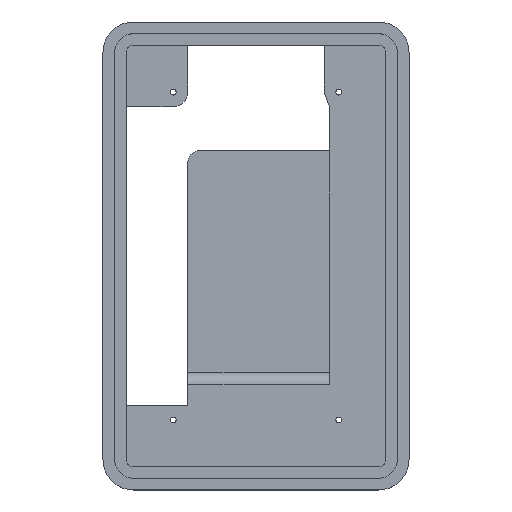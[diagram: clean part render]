
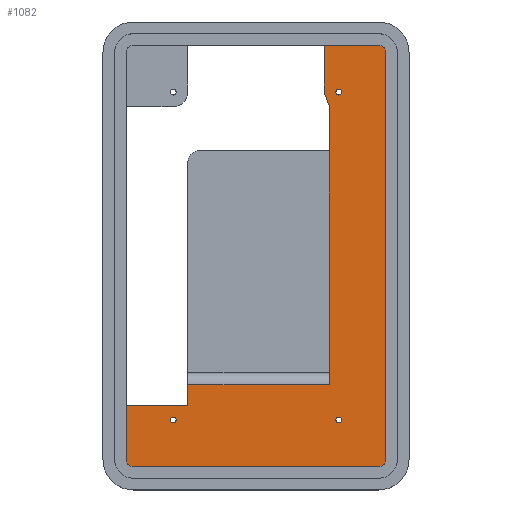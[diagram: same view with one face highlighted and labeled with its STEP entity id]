
A CAD part, top view. The second image highlights one B-rep face of the part: STEP entity #1082.
In plain terms, the highlighted planar face has unit normal (0, 0, 1).
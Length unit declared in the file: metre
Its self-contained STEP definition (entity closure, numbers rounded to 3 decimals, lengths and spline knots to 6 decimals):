
#51=CIRCLE('',#1137,0.00125);
#53=CIRCLE('',#1140,0.00125);
#57=CIRCLE('',#1146,0.00125);
#72=CIRCLE('',#1179,0.003);
#76=CIRCLE('',#1187,0.003);
#78=CIRCLE('',#1191,0.003);
#271=ORIENTED_EDGE('',*,*,#433,.T.);
#272=ORIENTED_EDGE('',*,*,#427,.T.);
#273=ORIENTED_EDGE('',*,*,#429,.T.);
#274=ORIENTED_EDGE('',*,*,#399,.F.);
#275=ORIENTED_EDGE('',*,*,#505,.T.);
#276=ORIENTED_EDGE('',*,*,#506,.T.);
#277=ORIENTED_EDGE('',*,*,#507,.T.);
#278=ORIENTED_EDGE('',*,*,#480,.F.);
#279=ORIENTED_EDGE('',*,*,#477,.T.);
#280=ORIENTED_EDGE('',*,*,#504,.F.);
#281=ORIENTED_EDGE('',*,*,#501,.T.);
#282=ORIENTED_EDGE('',*,*,#498,.T.);
#283=ORIENTED_EDGE('',*,*,#495,.T.);
#284=ORIENTED_EDGE('',*,*,#492,.T.);
#285=ORIENTED_EDGE('',*,*,#508,.F.);
#286=ORIENTED_EDGE('',*,*,#509,.T.);
#399=EDGE_CURVE('',#549,#550,#654,.T.);
#427=EDGE_CURVE('',#576,#576,#51,.T.);
#429=EDGE_CURVE('',#578,#578,#53,.T.);
#433=EDGE_CURVE('',#582,#582,#57,.T.);
#477=EDGE_CURVE('',#611,#610,#72,.T.);
#480=EDGE_CURVE('',#611,#613,#704,.T.);
#492=EDGE_CURVE('',#621,#620,#714,.T.);
#495=EDGE_CURVE('',#623,#621,#76,.T.);
#498=EDGE_CURVE('',#625,#623,#718,.T.);
#501=EDGE_CURVE('',#627,#625,#78,.T.);
#504=EDGE_CURVE('',#627,#610,#722,.T.);
#505=EDGE_CURVE('',#549,#628,#723,.T.);
#506=EDGE_CURVE('',#628,#629,#724,.T.);
#507=EDGE_CURVE('',#629,#613,#725,.T.);
#508=EDGE_CURVE('',#630,#620,#726,.T.);
#509=EDGE_CURVE('',#630,#550,#727,.T.);
#549=VERTEX_POINT('',#1574);
#550=VERTEX_POINT('',#1576);
#576=VERTEX_POINT('',#1632);
#578=VERTEX_POINT('',#1637);
#582=VERTEX_POINT('',#1647);
#610=VERTEX_POINT('',#1736);
#611=VERTEX_POINT('',#1738);
#613=VERTEX_POINT('',#1744);
#620=VERTEX_POINT('',#1764);
#621=VERTEX_POINT('',#1766);
#623=VERTEX_POINT('',#1772);
#625=VERTEX_POINT('',#1778);
#627=VERTEX_POINT('',#1784);
#628=VERTEX_POINT('',#1792);
#629=VERTEX_POINT('',#1794);
#630=VERTEX_POINT('',#1797);
#654=LINE('',#1575,#753);
#704=LINE('',#1743,#803);
#714=LINE('',#1765,#813);
#718=LINE('',#1777,#817);
#722=LINE('',#1788,#821);
#723=LINE('',#1791,#822);
#724=LINE('',#1793,#823);
#725=LINE('',#1795,#824);
#726=LINE('',#1796,#825);
#727=LINE('',#1798,#826);
#753=VECTOR('',#1248,1.);
#803=VECTOR('',#1408,1.);
#813=VECTOR('',#1426,1.);
#817=VECTOR('',#1438,1.);
#821=VECTOR('',#1450,1.);
#822=VECTOR('',#1455,1.);
#823=VECTOR('',#1456,1.);
#824=VECTOR('',#1457,1.);
#825=VECTOR('',#1458,1.);
#826=VECTOR('',#1459,1.);
#891=EDGE_LOOP('',(#271));
#892=EDGE_LOOP('',(#272));
#893=EDGE_LOOP('',(#273));
#894=EDGE_LOOP('',(#274,#275,#276,#277,#278,#279,#280,#281,#282,#283,#284,
#285,#286));
#975=FACE_BOUND('',#891,.T.);
#976=FACE_BOUND('',#892,.T.);
#977=FACE_BOUND('',#893,.T.);
#978=FACE_BOUND('',#894,.T.);
#1032=PLANE('',#1194);
#1082=ADVANCED_FACE('',(#975,#976,#977,#978),#1032,.F.);
#1137=AXIS2_PLACEMENT_3D('',#1631,#1289,#1290);
#1140=AXIS2_PLACEMENT_3D('',#1636,#1295,#1296);
#1146=AXIS2_PLACEMENT_3D('',#1646,#1307,#1308);
#1179=AXIS2_PLACEMENT_3D('',#1737,#1402,#1403);
#1187=AXIS2_PLACEMENT_3D('',#1771,#1432,#1433);
#1191=AXIS2_PLACEMENT_3D('',#1783,#1444,#1445);
#1194=AXIS2_PLACEMENT_3D('',#1790,#1453,#1454);
#1248=DIRECTION('',(0.,1.,0.));
#1289=DIRECTION('',(0.,0.,-1.));
#1290=DIRECTION('',(-1.,0.,0.));
#1295=DIRECTION('',(0.,0.,-1.));
#1296=DIRECTION('',(-1.,0.,0.));
#1307=DIRECTION('',(0.,0.,-1.));
#1308=DIRECTION('',(-1.,0.,0.));
#1402=DIRECTION('',(0.,0.,1.));
#1403=DIRECTION('',(1.,0.,0.));
#1408=DIRECTION('',(0.,1.,0.));
#1426=DIRECTION('',(-1.,0.,0.));
#1432=DIRECTION('',(0.,0.,1.));
#1433=DIRECTION('',(1.,0.,0.));
#1438=DIRECTION('',(0.,1.,0.));
#1444=DIRECTION('',(0.,0.,1.));
#1445=DIRECTION('',(1.,0.,0.));
#1450=DIRECTION('',(-1.,0.,0.));
#1453=DIRECTION('',(0.,0.,-1.));
#1454=DIRECTION('',(1.,0.,0.));
#1455=DIRECTION('',(-1.,0.,0.));
#1456=DIRECTION('',(0.,-1.,0.));
#1457=DIRECTION('',(-1.,0.,0.));
#1458=DIRECTION('',(0.,1.,0.));
#1459=DIRECTION('',(0.341,-0.94,0.));
#1574=CARTESIAN_POINT('',(0.03137,-0.05491,-0.00875));
#1575=CARTESIAN_POINT('',(0.03137,0.00692,-0.00875));
#1576=CARTESIAN_POINT('',(0.03137,0.06375,-0.00875));
#1631=CARTESIAN_POINT('',(0.035355,-0.07,-0.00875));
#1632=CARTESIAN_POINT('',(0.034105,-0.07,-0.00875));
#1636=CARTESIAN_POINT('',(0.035355,0.07,-0.00875));
#1637=CARTESIAN_POINT('',(0.034105,0.07,-0.00875));
#1646=CARTESIAN_POINT('',(-0.035355,-0.07,-0.00875));
#1647=CARTESIAN_POINT('',(-0.036605,-0.07,-0.00875));
#1736=CARTESIAN_POINT('',(-0.05237,-0.08991,-0.00875));
#1737=CARTESIAN_POINT('',(-0.05237,-0.08691,-0.00875));
#1738=CARTESIAN_POINT('',(-0.05537,-0.08691,-0.00875));
#1743=CARTESIAN_POINT('',(-0.05537,0.,-0.00875));
#1744=CARTESIAN_POINT('',(-0.05537,-0.06375,-0.00875));
#1764=CARTESIAN_POINT('',(0.029105,0.08991,-0.00875));
#1765=CARTESIAN_POINT('',(0.,0.08991,-0.00875));
#1766=CARTESIAN_POINT('',(0.05237,0.08991,-0.00875));
#1771=CARTESIAN_POINT('',(0.05237,0.08691,-0.00875));
#1772=CARTESIAN_POINT('',(0.05537,0.08691,-0.00875));
#1777=CARTESIAN_POINT('',(0.05537,0.,-0.00875));
#1778=CARTESIAN_POINT('',(0.05537,-0.08691,-0.00875));
#1783=CARTESIAN_POINT('',(0.05237,-0.08691,-0.00875));
#1784=CARTESIAN_POINT('',(0.05237,-0.08991,-0.00875));
#1788=CARTESIAN_POINT('',(0.,-0.08991,-0.00875));
#1790=CARTESIAN_POINT('',(0.,0.,-0.00875));
#1791=CARTESIAN_POINT('',(-0.029105,-0.05491,-0.00875));
#1792=CARTESIAN_POINT('',(-0.029105,-0.05491,-0.00875));
#1793=CARTESIAN_POINT('',(-0.029105,-0.05683,-0.00875));
#1794=CARTESIAN_POINT('',(-0.029105,-0.06375,-0.00875));
#1795=CARTESIAN_POINT('',(-0.045363,-0.06375,-0.00875));
#1796=CARTESIAN_POINT('',(0.029105,0.079955,-0.00875));
#1797=CARTESIAN_POINT('',(0.029105,0.07,-0.00875));
#1798=CARTESIAN_POINT('',(0.030238,0.066875,-0.00875));
